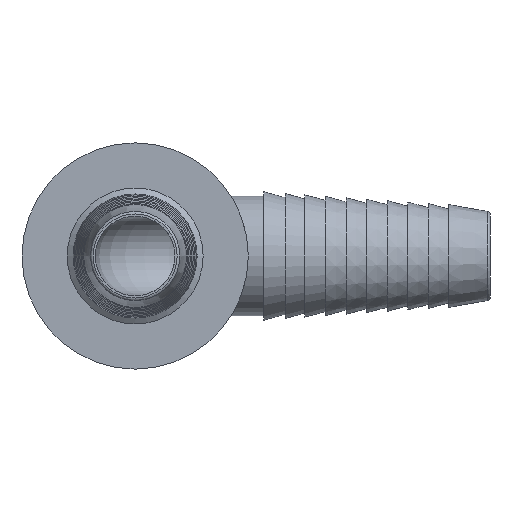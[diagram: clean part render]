
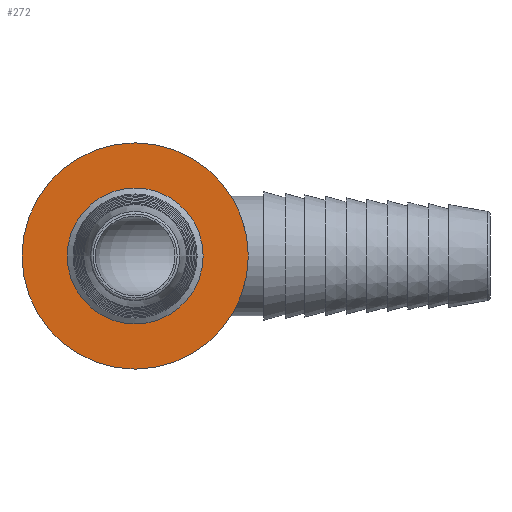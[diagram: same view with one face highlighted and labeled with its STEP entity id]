
A CAD part, front view. The second image highlights one B-rep face of the part: STEP entity #272.
In plain terms, the highlighted planar face has unit normal (0, -1, 0).
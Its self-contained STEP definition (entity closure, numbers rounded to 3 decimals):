
#272 = ADVANCED_FACE( '', ( #609, #610 ), #611, .F. );
#609 = FACE_OUTER_BOUND( '', #1216, .T. );
#610 = FACE_BOUND( '', #1217, .T. );
#611 = PLANE( '', #1218 );
#1216 = EDGE_LOOP( '', ( #1826 ) );
#1217 = EDGE_LOOP( '', ( #1827 ) );
#1218 = AXIS2_PLACEMENT_3D( '', #1828, #1829, #1830 );
#1826 = ORIENTED_EDGE( '', *, *, #2189, .F. );
#1827 = ORIENTED_EDGE( '', *, *, #2117, .T. );
#1828 = CARTESIAN_POINT( '', ( 0., 0., 0. ) );
#1829 = DIRECTION( '', ( 0., 1., 0. ) );
#1830 = DIRECTION( '', ( 0., 0., 1. ) );
#2117 = EDGE_CURVE( '', #2433, #2433, #2434, .T. );
#2189 = EDGE_CURVE( '', #2544, #2544, #2545, .T. );
#2433 = VERTEX_POINT( '', #2917 );
#2434 = CIRCLE( '', #2918, 13.22 );
#2544 = VERTEX_POINT( '', #3061 );
#2545 = CIRCLE( '', #3062, 22. );
#2917 = CARTESIAN_POINT( '', ( 0., 0., 13.22 ) );
#2918 = AXIS2_PLACEMENT_3D( '', #3355, #3356, #3357 );
#3061 = CARTESIAN_POINT( '', ( 0., 0., 22. ) );
#3062 = AXIS2_PLACEMENT_3D( '', #3466, #3467, #3468 );
#3355 = CARTESIAN_POINT( '', ( 0., 0., 0. ) );
#3356 = DIRECTION( '', ( 0., 1., 0. ) );
#3357 = DIRECTION( '', ( 0., 0., 1. ) );
#3466 = CARTESIAN_POINT( '', ( 0., 0., 0. ) );
#3467 = DIRECTION( '', ( 0., 1., 0. ) );
#3468 = DIRECTION( '', ( 0., 0., 1. ) );
